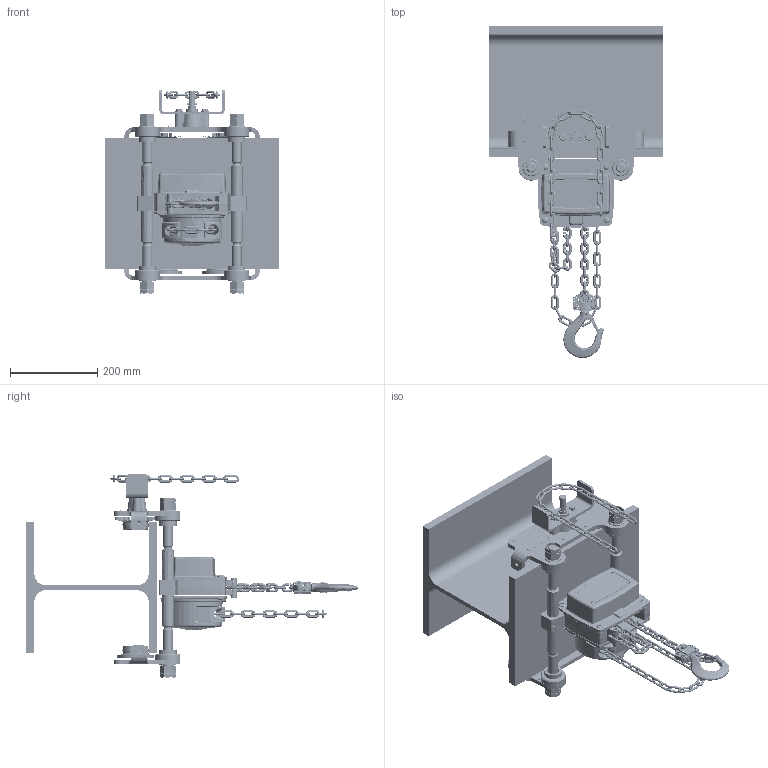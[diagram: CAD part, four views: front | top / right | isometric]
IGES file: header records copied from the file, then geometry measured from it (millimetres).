
Start section: SolidWorks IGES file using analytic representation for surfaces
Global section: file name: 192023520 YLITG-B 1000.IGS; native system: SolidWorks 2015; preprocessor: SolidWorks 2015; author: sawwu; date: 180118.090139; units: millimetre
Bounding box: 400 x 760.85 x 465.94 mm (x, y, z)
Surface area: 1476789.3 mm2 (no closed solid volume)
Topology: 0 solids, 0 shells, 2528 faces, 33134 edges, 33040 vertices
Faces by surface type: bspline 1300, revolution 1228
